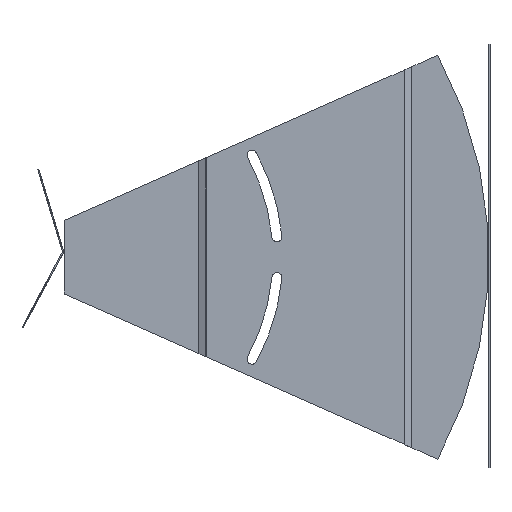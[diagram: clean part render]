
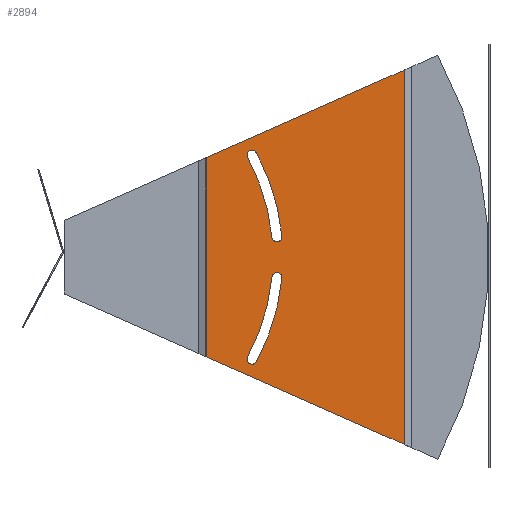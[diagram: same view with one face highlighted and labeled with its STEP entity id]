
A CAD part, front view. The second image highlights one B-rep face of the part: STEP entity #2894.
In plain terms, the highlighted face is planar.
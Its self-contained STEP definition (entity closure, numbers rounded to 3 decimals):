
#480 = FACE_OUTER_BOUND ( 'NONE', #1090, .T. ) ;
#481 = FACE_BOUND ( 'NONE', #1088, .T. ) ;
#484 = FACE_BOUND ( 'NONE', #1085, .T. ) ;
#1085 = EDGE_LOOP ( 'NONE', ( #1407, #1408, #1409, #1410 ) ) ;
#1088 = EDGE_LOOP ( 'NONE', ( #1403, #1404, #1405, #1406 ) ) ;
#1090 = EDGE_LOOP ( 'NONE', ( #1411, #1412, #1413, #1414 ) ) ;
#1403 = ORIENTED_EDGE ( 'NONE', *, *, #2251, .F. ) ;
#1404 = ORIENTED_EDGE ( 'NONE', *, *, #2252, .F. ) ;
#1405 = ORIENTED_EDGE ( 'NONE', *, *, #2253, .F. ) ;
#1406 = ORIENTED_EDGE ( 'NONE', *, *, #2254, .F. ) ;
#1407 = ORIENTED_EDGE ( 'NONE', *, *, #2255, .F. ) ;
#1408 = ORIENTED_EDGE ( 'NONE', *, *, #2256, .F. ) ;
#1409 = ORIENTED_EDGE ( 'NONE', *, *, #2257, .F. ) ;
#1410 = ORIENTED_EDGE ( 'NONE', *, *, #2258, .F. ) ;
#1411 = ORIENTED_EDGE ( 'NONE', *, *, #2249, .T. ) ;
#1412 = ORIENTED_EDGE ( 'NONE', *, *, #2259, .F. ) ;
#1413 = ORIENTED_EDGE ( 'NONE', *, *, #2260, .F. ) ;
#1414 = ORIENTED_EDGE ( 'NONE', *, *, #2261, .F. ) ;
#1756 = VERTEX_POINT ( 'NONE', #3476 ) ;
#1757 = VERTEX_POINT ( 'NONE', #3472 ) ;
#1758 = VERTEX_POINT ( 'NONE', #3477 ) ;
#1759 = VERTEX_POINT ( 'NONE', #3474 ) ;
#1760 = VERTEX_POINT ( 'NONE', #3478 ) ;
#1761 = VERTEX_POINT ( 'NONE', #3479 ) ;
#1762 = VERTEX_POINT ( 'NONE', #3480 ) ;
#1763 = VERTEX_POINT ( 'NONE', #3481 ) ;
#1764 = VERTEX_POINT ( 'NONE', #3482 ) ;
#1769 = VERTEX_POINT ( 'NONE', #3487 ) ;
#1772 = VERTEX_POINT ( 'NONE', #3490 ) ;
#1776 = VERTEX_POINT ( 'NONE', #3494 ) ;
#2118 = AXIS2_PLACEMENT_3D ( 'NONE', #4152, #4148, #4156 ) ;
#2249 = EDGE_CURVE ( 'NONE', #1763, #1764, #4376, .T. ) ;
#2251 = EDGE_CURVE ( 'NONE', #1769, #1762, #4379, .T. ) ;
#2252 = EDGE_CURVE ( 'NONE', #1772, #1769, #4380, .T. ) ;
#2253 = EDGE_CURVE ( 'NONE', #1760, #1772, #4381, .T. ) ;
#2254 = EDGE_CURVE ( 'NONE', #1762, #1760, #4382, .T. ) ;
#2255 = EDGE_CURVE ( 'NONE', #1776, #1759, #4383, .T. ) ;
#2256 = EDGE_CURVE ( 'NONE', #1761, #1776, #4384, .T. ) ;
#2257 = EDGE_CURVE ( 'NONE', #1758, #1761, #4385, .T. ) ;
#2258 = EDGE_CURVE ( 'NONE', #1759, #1758, #4386, .T. ) ;
#2259 = EDGE_CURVE ( 'NONE', #1757, #1764, #4387, .T. ) ;
#2260 = EDGE_CURVE ( 'NONE', #1756, #1757, #4388, .T. ) ;
#2261 = EDGE_CURVE ( 'NONE', #1763, #1756, #4377, .T. ) ;
#2347 = AXIS2_PLACEMENT_3D ( 'NONE', #3049, #3050, #3051 ) ;
#2348 = AXIS2_PLACEMENT_3D ( 'NONE', #3052, #3053, #3054 ) ;
#2349 = AXIS2_PLACEMENT_3D ( 'NONE', #3055, #3056, #3057 ) ;
#2350 = AXIS2_PLACEMENT_3D ( 'NONE', #3058, #3059, #3060 ) ;
#2351 = AXIS2_PLACEMENT_3D ( 'NONE', #3061, #3062, #3063 ) ;
#2352 = AXIS2_PLACEMENT_3D ( 'NONE', #3064, #3065, #3066 ) ;
#2353 = AXIS2_PLACEMENT_3D ( 'NONE', #3069, #3070, #3071 ) ;
#2354 = AXIS2_PLACEMENT_3D ( 'NONE', #3074, #3075, #3076 ) ;
#2894 = ADVANCED_FACE ( 'NONE', ( #481, #484, #480 ), #4154, .F. ) ;
#3044 = CARTESIAN_POINT ( 'NONE',  ( 3.3, 99.118, 200. ) ) ;
#3046 = DIRECTION ( 'NONE',  ( 0., 0., -1. ) ) ;
#3049 = CARTESIAN_POINT ( 'NONE',  ( 3.3, 0., 0. ) ) ;
#3050 = DIRECTION ( 'NONE',  ( -1., 0., 0. ) ) ;
#3051 = DIRECTION ( 'NONE',  ( 0., -1., 0. ) ) ;
#3052 = CARTESIAN_POINT ( 'NONE',  ( 3.3, 148.314, -14.281 ) ) ;
#3053 = DIRECTION ( 'NONE',  ( 1., 0., 0. ) ) ;
#3054 = DIRECTION ( 'NONE',  ( 0., -1., 0. ) ) ;
#3055 = CARTESIAN_POINT ( 'NONE',  ( 3.3, 0., 0. ) ) ;
#3056 = DIRECTION ( 'NONE',  ( 1., 0., 0. ) ) ;
#3057 = DIRECTION ( 'NONE',  ( 0., -1., 0. ) ) ;
#3058 = CARTESIAN_POINT ( 'NONE',  ( 3.3, 130.944, -71.097 ) ) ;
#3059 = DIRECTION ( 'NONE',  ( 1., 0., 0. ) ) ;
#3060 = DIRECTION ( 'NONE',  ( 0., -1., 0. ) ) ;
#3061 = CARTESIAN_POINT ( 'NONE',  ( 3.3, 130.944, 71.097 ) ) ;
#3062 = DIRECTION ( 'NONE',  ( 1., 0., 0. ) ) ;
#3063 = DIRECTION ( 'NONE',  ( 0., 1., 0. ) ) ;
#3064 = CARTESIAN_POINT ( 'NONE',  ( 3.3, 0., 0. ) ) ;
#3065 = DIRECTION ( 'NONE',  ( 1., 0., 0. ) ) ;
#3066 = DIRECTION ( 'NONE',  ( 0., 1., 0. ) ) ;
#3067 = CARTESIAN_POINT ( 'NONE',  ( 3.3, 260.368, -140.8 ) ) ;
#3068 = DIRECTION ( 'NONE',  ( 0., -0.915, 0.404 ) ) ;
#3069 = CARTESIAN_POINT ( 'NONE',  ( 3.3, 148.314, 14.281 ) ) ;
#3070 = DIRECTION ( 'NONE',  ( 1., 0., 0. ) ) ;
#3071 = DIRECTION ( 'NONE',  ( 0., 1., 0. ) ) ;
#3073 = CARTESIAN_POINT ( 'NONE',  ( 3.3, 260.368, 140.8 ) ) ;
#3074 = CARTESIAN_POINT ( 'NONE',  ( 3.3, 0., 0. ) ) ;
#3075 = DIRECTION ( 'NONE',  ( -1., 0., 0. ) ) ;
#3076 = DIRECTION ( 'NONE',  ( 0., 1., 0. ) ) ;
#3077 = CARTESIAN_POINT ( 'NONE',  ( 3.3, 236.882, 200. ) ) ;
#3079 = DIRECTION ( 'NONE',  ( 0., 0., -1. ) ) ;
#3080 = DIRECTION ( 'NONE',  ( 0., 0.915, 0.404 ) ) ;
#3472 = CARTESIAN_POINT ( 'NONE',  ( 3.3, 236.882, -130.413 ) ) ;
#3474 = CARTESIAN_POINT ( 'NONE',  ( 3.3, 127.868, 69.427 ) ) ;
#3476 = CARTESIAN_POINT ( 'NONE',  ( 3.3, 236.882, 130.413 ) ) ;
#3477 = CARTESIAN_POINT ( 'NONE',  ( 3.3, 144.83, 13.946 ) ) ;
#3478 = CARTESIAN_POINT ( 'NONE',  ( 3.3, 134.02, -72.767 ) ) ;
#3479 = CARTESIAN_POINT ( 'NONE',  ( 3.3, 151.798, 14.616 ) ) ;
#3480 = CARTESIAN_POINT ( 'NONE',  ( 3.3, 127.868, -69.427 ) ) ;
#3481 = CARTESIAN_POINT ( 'NONE',  ( 3.3, 99.118, 69.486 ) ) ;
#3482 = CARTESIAN_POINT ( 'NONE',  ( 3.3, 99.118, -69.486 ) ) ;
#3487 = CARTESIAN_POINT ( 'NONE',  ( 3.3, 144.83, -13.946 ) ) ;
#3490 = CARTESIAN_POINT ( 'NONE',  ( 3.3, 151.798, -14.616 ) ) ;
#3494 = CARTESIAN_POINT ( 'NONE',  ( 3.3, 134.02, 72.767 ) ) ;
#4148 = DIRECTION ( 'NONE',  ( -1., 0., 0. ) ) ;
#4152 = CARTESIAN_POINT ( 'NONE',  ( 3.3, 99.118, 200. ) ) ;
#4154 = PLANE ( 'NONE',  #2118 ) ;
#4156 = DIRECTION ( 'NONE',  ( 0., 0., 1. ) ) ;
#4376 = LINE ( 'NONE', #3044, #4378 ) ;
#4377 = LINE ( 'NONE', #3073, #4391 ) ;
#4378 = VECTOR ( 'NONE', #3046, 1000. ) ;
#4379 = CIRCLE ( 'NONE', #2347, 145.5 ) ;
#4380 = CIRCLE ( 'NONE', #2348, 3.5 ) ;
#4381 = CIRCLE ( 'NONE', #2349, 152.5 ) ;
#4382 = CIRCLE ( 'NONE', #2350, 3.5 ) ;
#4383 = CIRCLE ( 'NONE', #2351, 3.5 ) ;
#4384 = CIRCLE ( 'NONE', #2352, 152.5 ) ;
#4385 = CIRCLE ( 'NONE', #2353, 3.5 ) ;
#4386 = CIRCLE ( 'NONE', #2354, 145.5 ) ;
#4387 = LINE ( 'NONE', #3067, #4389 ) ;
#4388 = LINE ( 'NONE', #3077, #4390 ) ;
#4389 = VECTOR ( 'NONE', #3068, 1000. ) ;
#4390 = VECTOR ( 'NONE', #3079, 1000. ) ;
#4391 = VECTOR ( 'NONE', #3080, 1000. ) ;
